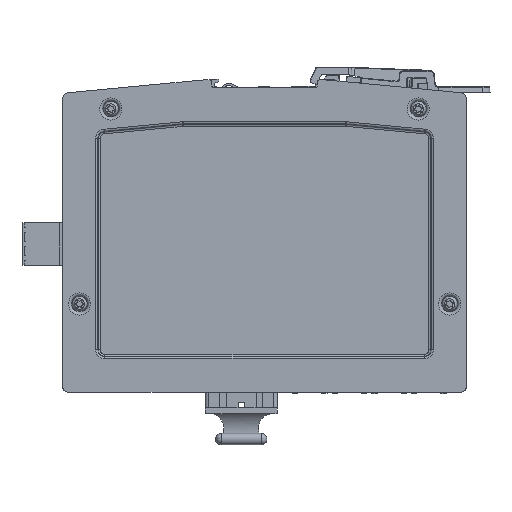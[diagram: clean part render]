
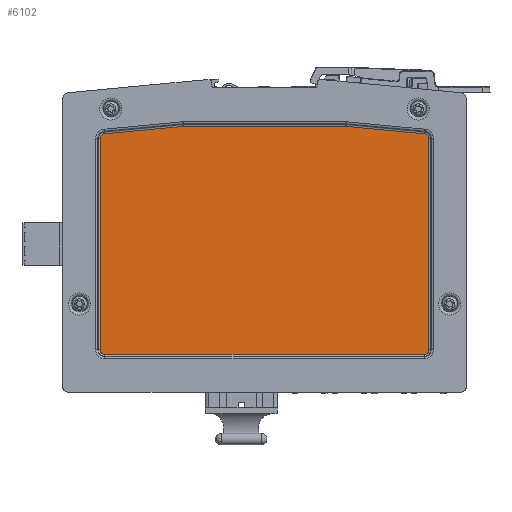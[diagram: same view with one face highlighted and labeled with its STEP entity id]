
A CAD part, top view. The second image highlights one B-rep face of the part: STEP entity #6102.
In plain terms, the highlighted planar face has unit normal (0, 0, 1).
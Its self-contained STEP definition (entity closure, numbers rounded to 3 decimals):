
#3704=CIRCLE('',#50660,1.586);
#3706=CIRCLE('',#50663,1.586);
#3711=CIRCLE('',#50671,1.586);
#3713=CIRCLE('',#50674,1.586);
#3718=CIRCLE('',#50682,1.586);
#3720=CIRCLE('',#50685,1.586);
#6102=ADVANCED_FACE('',(#9869),#7855,.T.);
#7855=PLANE('',#50694);
#9869=FACE_OUTER_BOUND('',#12680,.T.);
#12680=EDGE_LOOP('',(#24075,#24076,#24077,#24078,#24079,#24080,#24081,#24082,
#24083,#24084,#24085,#24086));
#24075=ORIENTED_EDGE('',*,*,#37433,.F.);
#24076=ORIENTED_EDGE('',*,*,#37437,.F.);
#24077=ORIENTED_EDGE('',*,*,#37442,.F.);
#24078=ORIENTED_EDGE('',*,*,#37447,.F.);
#24079=ORIENTED_EDGE('',*,*,#37452,.F.);
#24080=ORIENTED_EDGE('',*,*,#37457,.F.);
#24081=ORIENTED_EDGE('',*,*,#37459,.F.);
#24082=ORIENTED_EDGE('',*,*,#37455,.F.);
#24083=ORIENTED_EDGE('',*,*,#37450,.F.);
#24084=ORIENTED_EDGE('',*,*,#37445,.F.);
#24085=ORIENTED_EDGE('',*,*,#37440,.F.);
#24086=ORIENTED_EDGE('',*,*,#37435,.F.);
#31084=VERTEX_POINT('',#94813);
#31085=VERTEX_POINT('',#94815);
#31086=VERTEX_POINT('',#94819);
#31088=VERTEX_POINT('',#94824);
#31089=VERTEX_POINT('',#94829);
#31091=VERTEX_POINT('',#94834);
#31092=VERTEX_POINT('',#94839);
#31094=VERTEX_POINT('',#94844);
#31095=VERTEX_POINT('',#94849);
#31097=VERTEX_POINT('',#94854);
#31098=VERTEX_POINT('',#94859);
#31100=VERTEX_POINT('',#94864);
#37433=EDGE_CURVE('',#31085,#31084,#42457,.T.);
#37435=EDGE_CURVE('',#31084,#31086,#3704,.T.);
#37437=EDGE_CURVE('',#31088,#31085,#3706,.T.);
#37440=EDGE_CURVE('',#31086,#31089,#42458,.T.);
#37442=EDGE_CURVE('',#31091,#31088,#42459,.T.);
#37445=EDGE_CURVE('',#31089,#31092,#3711,.T.);
#37447=EDGE_CURVE('',#31094,#31091,#3713,.T.);
#37450=EDGE_CURVE('',#31092,#31095,#42461,.T.);
#37452=EDGE_CURVE('',#31097,#31094,#42462,.T.);
#37455=EDGE_CURVE('',#31095,#31098,#3718,.T.);
#37457=EDGE_CURVE('',#31100,#31097,#3720,.T.);
#37459=EDGE_CURVE('',#31098,#31100,#42464,.T.);
#42457=LINE('',#94816,#47004);
#42458=LINE('',#94830,#47005);
#42459=LINE('',#94835,#47006);
#42461=LINE('',#94850,#47008);
#42462=LINE('',#94855,#47009);
#42464=LINE('',#94868,#47011);
#47004=VECTOR('',#61069,1.);
#47005=VECTOR('',#61088,1.);
#47006=VECTOR('',#61093,1.);
#47008=VECTOR('',#61113,1.);
#47009=VECTOR('',#61118,1.);
#47011=VECTOR('',#61136,1.);
#50660=AXIS2_PLACEMENT_3D('',#94820,#61074,#61075);
#50663=AXIS2_PLACEMENT_3D('',#94825,#61080,#61081);
#50671=AXIS2_PLACEMENT_3D('',#94840,#61099,#61100);
#50674=AXIS2_PLACEMENT_3D('',#94845,#61105,#61106);
#50682=AXIS2_PLACEMENT_3D('',#94860,#61124,#61125);
#50685=AXIS2_PLACEMENT_3D('',#94865,#61130,#61131);
#50694=AXIS2_PLACEMENT_3D('',#94881,#61155,#61156);
#61069=DIRECTION('',(0.,-1.,0.));
#61074=DIRECTION('',(0.,0.,-1.));
#61075=DIRECTION('',(0.707,-0.707,0.));
#61080=DIRECTION('',(0.,0.,-1.));
#61081=DIRECTION('',(0.74,0.673,0.));
#61088=DIRECTION('',(-1.,0.,0.));
#61093=DIRECTION('',(0.996,-0.094,0.));
#61099=DIRECTION('',(0.,0.,-1.));
#61100=DIRECTION('',(-0.707,-0.707,0.));
#61105=DIRECTION('',(0.,0.,-1.));
#61106=DIRECTION('',(0.047,0.999,0.));
#61113=DIRECTION('',(0.,1.,0.));
#61118=DIRECTION('',(1.,0.,0.));
#61124=DIRECTION('',(0.,0.,-1.));
#61125=DIRECTION('',(-0.74,0.673,0.));
#61130=DIRECTION('',(0.,0.,-1.));
#61131=DIRECTION('',(-0.047,0.999,0.));
#61136=DIRECTION('',(0.996,0.094,0.));
#61155=DIRECTION('',(0.,0.,1.));
#61156=DIRECTION('',(1.,0.,0.));
#94813=CARTESIAN_POINT('',(57.686,-38.1,23.2));
#94815=CARTESIAN_POINT('',(57.686,36.188,23.2));
#94816=CARTESIAN_POINT('',(57.686,36.188,23.2));
#94819=CARTESIAN_POINT('',(56.1,-39.686,23.2));
#94820=CARTESIAN_POINT('',(56.1,-38.1,23.2));
#94824=CARTESIAN_POINT('',(56.249,37.767,23.2));
#94825=CARTESIAN_POINT('',(56.1,36.188,23.2));
#94829=CARTESIAN_POINT('',(-56.1,-39.686,23.2));
#94830=CARTESIAN_POINT('',(56.1,-39.686,23.2));
#94834=CARTESIAN_POINT('',(28.62,40.379,23.2));
#94835=CARTESIAN_POINT('',(28.62,40.379,23.2));
#94839=CARTESIAN_POINT('',(-57.686,-38.1,23.2));
#94840=CARTESIAN_POINT('',(-56.1,-38.1,23.2));
#94844=CARTESIAN_POINT('',(28.47,40.386,23.2));
#94845=CARTESIAN_POINT('',(28.47,38.8,23.2));
#94849=CARTESIAN_POINT('',(-57.686,36.188,23.2));
#94850=CARTESIAN_POINT('',(-57.686,-38.1,23.2));
#94854=CARTESIAN_POINT('',(-28.47,40.386,23.2));
#94855=CARTESIAN_POINT('',(-28.47,40.386,23.2));
#94859=CARTESIAN_POINT('',(-56.249,37.767,23.2));
#94860=CARTESIAN_POINT('',(-56.1,36.188,23.2));
#94864=CARTESIAN_POINT('',(-28.62,40.379,23.2));
#94865=CARTESIAN_POINT('',(-28.47,38.8,23.2));
#94868=CARTESIAN_POINT('',(-56.249,37.767,23.2));
#94881=CARTESIAN_POINT('',(0.,-0.396,23.2));
